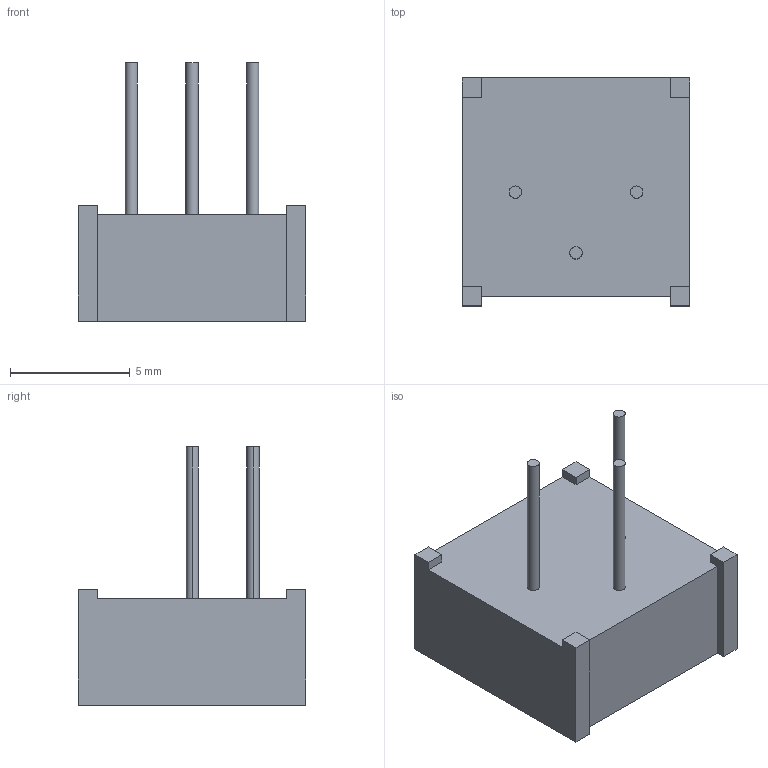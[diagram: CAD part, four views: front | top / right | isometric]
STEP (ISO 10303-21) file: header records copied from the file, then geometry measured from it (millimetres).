
FILE_DESCRIPTION (( 'STEP AP214' ), '1' );
FILE_NAME ('3386P-1-102LF.STEP', '2022-08-04T09:38:41', ( '' ), ( '' ), 'SwSTEP 2.0', 'SolidWorks 2018', '' );
FILE_SCHEMA (( 'AUTOMOTIVE_DESIGN' ));
Length unit declared in the file: millimetre
Products named in the file (1): 3386P-1-102LF
Bounding box: 9.53 x 9.53 x 10.8 mm (x, y, z)
Volume: 394.6 mm3; surface area: 420.2 mm2
Topology: 5 solids, 5 shells, 58 faces, 130 edges, 86 vertices
Faces by surface type: plane 42, cylinder 16
Entity records: 1684 total; most frequent: DIRECTION 284, CARTESIAN_POINT 275, ORIENTED_EDGE 260, EDGE_CURVE 130, AXIS2_PLACEMENT_3D 95, LINE 94, VECTOR 94, VERTEX_POINT 86
